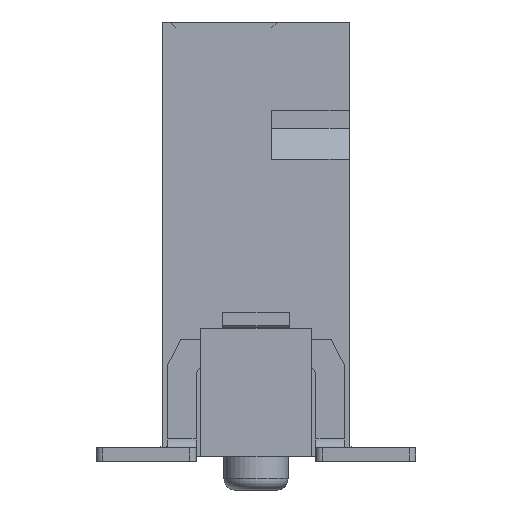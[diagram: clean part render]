
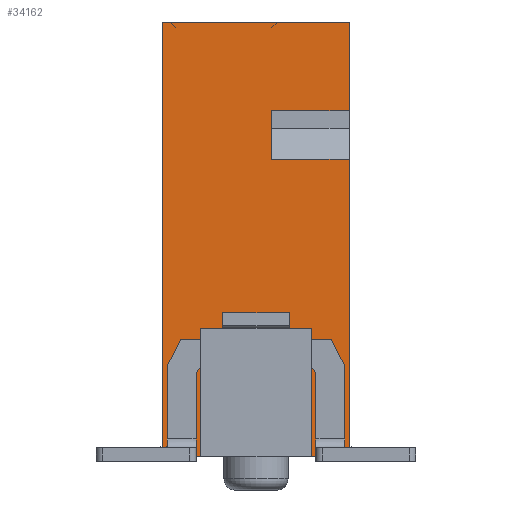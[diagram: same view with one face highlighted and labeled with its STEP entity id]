
A CAD part, left-side view. The second image highlights one B-rep face of the part: STEP entity #34162.
In plain terms, the highlighted planar face has unit normal (-1, 0, 0).
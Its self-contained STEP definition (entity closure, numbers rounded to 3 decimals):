
#27998=CARTESIAN_POINT('',(-26.765,-2.1,9.8));
#27999=VERTEX_POINT('',#27998);
#28007=CARTESIAN_POINT('',(-26.765,2.1,9.8));
#28008=VERTEX_POINT('',#28007);
#28015=CARTESIAN_POINT('',(-26.765,2.1,9.8));
#28016=DIRECTION('',(0.,-1.,0.));
#28017=VECTOR('',#28016,4.2);
#28018=LINE('',#28015,#28017);
#28019=EDGE_CURVE('',#28008,#27999,#28018,.T.);
#33952=CARTESIAN_POINT('',(-26.765,2.1,0.));
#33953=VERTEX_POINT('',#33952);
#33960=CARTESIAN_POINT('',(-26.765,2.1,0.));
#33961=DIRECTION('',(0.,0.,1.));
#33962=VECTOR('',#33961,9.8);
#33963=LINE('',#33960,#33962);
#33964=EDGE_CURVE('',#33953,#28008,#33963,.T.);
#33979=CARTESIAN_POINT('',(-26.765,0.,4.9));
#33980=DIRECTION('',(0.,-1.,0.));
#33981=DIRECTION('',(-1.,0.,0.));
#33982=AXIS2_PLACEMENT_3D('',#33979,#33981,#33980);
#33983=PLANE('',#33982);
#33984=CARTESIAN_POINT('',(-26.765,-0.7,1.));
#33985=VERTEX_POINT('',#33984);
#33986=CARTESIAN_POINT('',(-26.765,-0.75,1.));
#33987=VERTEX_POINT('',#33986);
#33988=CARTESIAN_POINT('',(-26.765,-0.7,1.));
#33989=DIRECTION('',(0.,-1.,0.));
#33990=VECTOR('',#33989,0.05);
#33991=LINE('',#33988,#33990);
#33992=EDGE_CURVE('',#33985,#33987,#33991,.T.);
#33993=ORIENTED_EDGE('',*,*,#33992,.T.);
#33994=CARTESIAN_POINT('',(-26.765,-0.75,1.75));
#33995=VERTEX_POINT('',#33994);
#33996=CARTESIAN_POINT('',(-26.765,-0.75,1.));
#33997=DIRECTION('',(0.,0.,1.));
#33998=VECTOR('',#33997,0.75);
#33999=LINE('',#33996,#33998);
#34000=EDGE_CURVE('',#33987,#33995,#33999,.T.);
#34001=ORIENTED_EDGE('',*,*,#34000,.T.);
#34002=CARTESIAN_POINT('',(-26.765,-0.9,1.9));
#34003=VERTEX_POINT('',#34002);
#34004=CARTESIAN_POINT('',(-26.765,-0.75,1.75));
#34005=DIRECTION('',(0.,-0.707,0.707));
#34006=VECTOR('',#34005,0.212);
#34007=LINE('',#34004,#34006);
#34008=EDGE_CURVE('',#33995,#34003,#34007,.T.);
#34009=ORIENTED_EDGE('',*,*,#34008,.T.);
#34010=CARTESIAN_POINT('',(-26.765,-1.1,1.9));
#34011=VERTEX_POINT('',#34010);
#34012=CARTESIAN_POINT('',(-26.765,-0.9,1.9));
#34013=DIRECTION('',(0.,-1.,0.));
#34014=VECTOR('',#34013,0.2);
#34015=LINE('',#34012,#34014);
#34016=EDGE_CURVE('',#34003,#34011,#34015,.T.);
#34017=ORIENTED_EDGE('',*,*,#34016,.T.);
#34018=CARTESIAN_POINT('',(-26.765,-1.25,1.75));
#34019=VERTEX_POINT('',#34018);
#34020=CARTESIAN_POINT('',(-26.765,-1.1,1.9));
#34021=DIRECTION('',(0.,-0.707,-0.707));
#34022=VECTOR('',#34021,0.212);
#34023=LINE('',#34020,#34022);
#34024=EDGE_CURVE('',#34011,#34019,#34023,.T.);
#34025=ORIENTED_EDGE('',*,*,#34024,.T.);
#34026=CARTESIAN_POINT('',(-26.765,-1.25,0.));
#34027=VERTEX_POINT('',#34026);
#34028=CARTESIAN_POINT('',(-26.765,-1.25,1.75));
#34029=DIRECTION('',(0.,0.,-1.));
#34030=VECTOR('',#34029,1.75);
#34031=LINE('',#34028,#34030);
#34032=EDGE_CURVE('',#34019,#34027,#34031,.T.);
#34033=ORIENTED_EDGE('',*,*,#34032,.T.);
#34034=CARTESIAN_POINT('',(-26.765,-2.1,0.));
#34035=VERTEX_POINT('',#34034);
#34036=CARTESIAN_POINT('',(-26.765,-1.25,0.));
#34037=DIRECTION('',(0.,-1.,0.));
#34038=VECTOR('',#34037,0.85);
#34039=LINE('',#34036,#34038);
#34040=EDGE_CURVE('',#34027,#34035,#34039,.T.);
#34041=ORIENTED_EDGE('',*,*,#34040,.T.);
#34042=CARTESIAN_POINT('',(-26.765,-2.1,6.71));
#34043=VERTEX_POINT('',#34042);
#34044=CARTESIAN_POINT('',(-26.765,-2.1,0.));
#34045=DIRECTION('',(0.,0.,1.));
#34046=VECTOR('',#34045,6.71);
#34047=LINE('',#34044,#34046);
#34048=EDGE_CURVE('',#34035,#34043,#34047,.T.);
#34049=ORIENTED_EDGE('',*,*,#34048,.T.);
#34050=CARTESIAN_POINT('',(-26.765,-0.35,6.71));
#34051=VERTEX_POINT('',#34050);
#34052=CARTESIAN_POINT('',(-26.765,-2.1,6.71));
#34053=DIRECTION('',(0.,1.,0.));
#34054=VECTOR('',#34053,1.75);
#34055=LINE('',#34052,#34054);
#34056=EDGE_CURVE('',#34043,#34051,#34055,.T.);
#34057=ORIENTED_EDGE('',*,*,#34056,.T.);
#34058=CARTESIAN_POINT('',(-26.765,-0.35,7.8));
#34059=VERTEX_POINT('',#34058);
#34060=CARTESIAN_POINT('',(-26.765,-0.35,6.71));
#34061=DIRECTION('',(0.,0.,1.));
#34062=VECTOR('',#34061,1.09);
#34063=LINE('',#34060,#34062);
#34064=EDGE_CURVE('',#34051,#34059,#34063,.T.);
#34065=ORIENTED_EDGE('',*,*,#34064,.T.);
#34066=CARTESIAN_POINT('',(-26.765,-2.1,7.8));
#34067=VERTEX_POINT('',#34066);
#34068=CARTESIAN_POINT('',(-26.765,-0.35,7.8));
#34069=DIRECTION('',(0.,-1.,0.));
#34070=VECTOR('',#34069,1.75);
#34071=LINE('',#34068,#34070);
#34072=EDGE_CURVE('',#34059,#34067,#34071,.T.);
#34073=ORIENTED_EDGE('',*,*,#34072,.T.);
#34074=CARTESIAN_POINT('',(-26.765,-2.1,7.8));
#34075=DIRECTION('',(0.,0.,1.));
#34076=VECTOR('',#34075,2.);
#34077=LINE('',#34074,#34076);
#34078=EDGE_CURVE('',#34067,#27999,#34077,.T.);
#34079=ORIENTED_EDGE('',*,*,#34078,.T.);
#34080=ORIENTED_EDGE('',*,*,#28019,.F.);
#34081=ORIENTED_EDGE('',*,*,#33964,.F.);
#34082=CARTESIAN_POINT('',(-26.765,1.25,0.));
#34083=VERTEX_POINT('',#34082);
#34084=CARTESIAN_POINT('',(-26.765,2.1,0.));
#34085=DIRECTION('',(0.,-1.,0.));
#34086=VECTOR('',#34085,0.85);
#34087=LINE('',#34084,#34086);
#34088=EDGE_CURVE('',#33953,#34083,#34087,.T.);
#34089=ORIENTED_EDGE('',*,*,#34088,.T.);
#34090=CARTESIAN_POINT('',(-26.765,1.25,1.75));
#34091=VERTEX_POINT('',#34090);
#34092=CARTESIAN_POINT('',(-26.765,1.25,0.));
#34093=DIRECTION('',(0.,0.,1.));
#34094=VECTOR('',#34093,1.75);
#34095=LINE('',#34092,#34094);
#34096=EDGE_CURVE('',#34083,#34091,#34095,.T.);
#34097=ORIENTED_EDGE('',*,*,#34096,.T.);
#34098=CARTESIAN_POINT('',(-26.765,1.1,1.9));
#34099=VERTEX_POINT('',#34098);
#34100=CARTESIAN_POINT('',(-26.765,1.25,1.75));
#34101=DIRECTION('',(0.,-0.707,0.707));
#34102=VECTOR('',#34101,0.212);
#34103=LINE('',#34100,#34102);
#34104=EDGE_CURVE('',#34091,#34099,#34103,.T.);
#34105=ORIENTED_EDGE('',*,*,#34104,.T.);
#34106=CARTESIAN_POINT('',(-26.765,0.9,1.9));
#34107=VERTEX_POINT('',#34106);
#34108=CARTESIAN_POINT('',(-26.765,1.1,1.9));
#34109=DIRECTION('',(0.,-1.,0.));
#34110=VECTOR('',#34109,0.2);
#34111=LINE('',#34108,#34110);
#34112=EDGE_CURVE('',#34099,#34107,#34111,.T.);
#34113=ORIENTED_EDGE('',*,*,#34112,.T.);
#34114=CARTESIAN_POINT('',(-26.765,0.75,1.75));
#34115=VERTEX_POINT('',#34114);
#34116=CARTESIAN_POINT('',(-26.765,0.9,1.9));
#34117=DIRECTION('',(0.,-0.707,-0.707));
#34118=VECTOR('',#34117,0.212);
#34119=LINE('',#34116,#34118);
#34120=EDGE_CURVE('',#34107,#34115,#34119,.T.);
#34121=ORIENTED_EDGE('',*,*,#34120,.T.);
#34122=CARTESIAN_POINT('',(-26.765,0.75,1.));
#34123=VERTEX_POINT('',#34122);
#34124=CARTESIAN_POINT('',(-26.765,0.75,1.75));
#34125=DIRECTION('',(0.,0.,-1.));
#34126=VECTOR('',#34125,0.75);
#34127=LINE('',#34124,#34126);
#34128=EDGE_CURVE('',#34115,#34123,#34127,.T.);
#34129=ORIENTED_EDGE('',*,*,#34128,.T.);
#34130=CARTESIAN_POINT('',(-26.765,0.7,1.));
#34131=VERTEX_POINT('',#34130);
#34132=CARTESIAN_POINT('',(-26.765,0.75,1.));
#34133=DIRECTION('',(0.,-1.,0.));
#34134=VECTOR('',#34133,0.05);
#34135=LINE('',#34132,#34134);
#34136=EDGE_CURVE('',#34123,#34131,#34135,.T.);
#34137=ORIENTED_EDGE('',*,*,#34136,.T.);
#34138=CARTESIAN_POINT('',(-26.765,0.7,0.1));
#34139=VERTEX_POINT('',#34138);
#34140=CARTESIAN_POINT('',(-26.765,0.7,1.));
#34141=DIRECTION('',(0.,0.,-1.));
#34142=VECTOR('',#34141,0.9);
#34143=LINE('',#34140,#34142);
#34144=EDGE_CURVE('',#34131,#34139,#34143,.T.);
#34145=ORIENTED_EDGE('',*,*,#34144,.T.);
#34146=CARTESIAN_POINT('',(-26.765,-0.7,0.1));
#34147=VERTEX_POINT('',#34146);
#34148=CARTESIAN_POINT('',(-26.765,0.7,0.1));
#34149=DIRECTION('',(0.,-1.,0.));
#34150=VECTOR('',#34149,1.4);
#34151=LINE('',#34148,#34150);
#34152=EDGE_CURVE('',#34139,#34147,#34151,.T.);
#34153=ORIENTED_EDGE('',*,*,#34152,.T.);
#34154=CARTESIAN_POINT('',(-26.765,-0.7,0.1));
#34155=DIRECTION('',(0.,0.,1.));
#34156=VECTOR('',#34155,0.9);
#34157=LINE('',#34154,#34156);
#34158=EDGE_CURVE('',#34147,#33985,#34157,.T.);
#34159=ORIENTED_EDGE('',*,*,#34158,.T.);
#34160=EDGE_LOOP('',(#33993,#34001,#34009,#34017,#34025,#34033,#34041,#34049,#34057,#34065,#34073,#34079,#34080,#34081,#34089,#34097,#34105,#34113,#34121,#34129,#34137,#34145,#34153,#34159));
#34161=FACE_OUTER_BOUND('',#34160,.T.);
#34162=ADVANCED_FACE('',(#34161),#33983,.T.);
